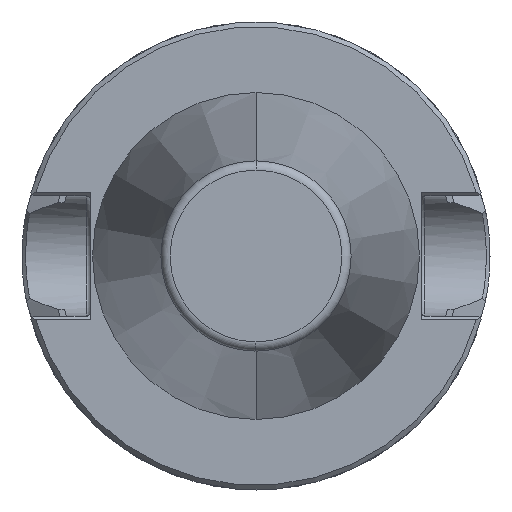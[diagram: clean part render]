
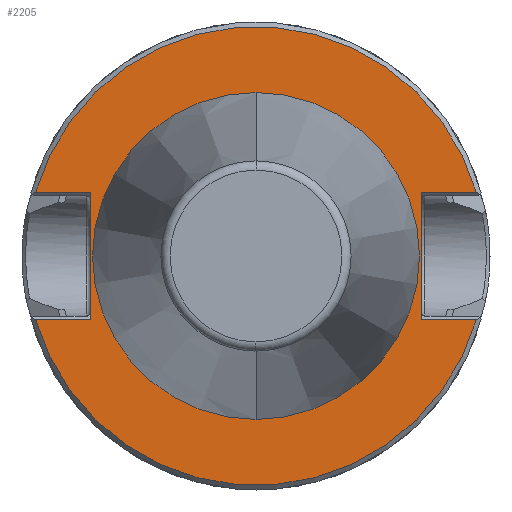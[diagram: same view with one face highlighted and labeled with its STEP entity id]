
A CAD part, front view. The second image highlights one B-rep face of the part: STEP entity #2205.
In plain terms, the highlighted planar face has unit normal (0, -1, 0).
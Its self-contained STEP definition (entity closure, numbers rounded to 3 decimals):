
#528=DIRECTION('',(1.,0.,0.));
#529=VECTOR('',#528,11.761);
#530=CARTESIAN_POINT('',(-47.061,-35.,-13.65));
#531=LINE('',#530,#529);
#581=CARTESIAN_POINT('',(0.,-35.,0.));
#582=DIRECTION('',(0.,-1.,0.));
#583=DIRECTION('',(-0.96,0.,-0.279));
#584=AXIS2_PLACEMENT_3D('',#581,#582,#583);
#645=DIRECTION('',(-1.,0.,0.));
#646=VECTOR('',#645,11.761);
#647=CARTESIAN_POINT('',(47.061,-35.,-13.65));
#648=LINE('',#647,#646);
#649=DIRECTION('',(0.,0.,1.));
#650=VECTOR('',#649,27.3);
#651=CARTESIAN_POINT('',(-35.3,-35.,-13.65));
#652=LINE('',#651,#650);
#653=DIRECTION('',(0.,0.,1.));
#654=VECTOR('',#653,27.3);
#655=CARTESIAN_POINT('',(35.3,-35.,-13.65));
#656=LINE('',#655,#654);
#669=DIRECTION('',(1.,0.,0.));
#670=VECTOR('',#669,11.761);
#671=CARTESIAN_POINT('',(-47.061,-35.,13.65));
#672=LINE('',#671,#670);
#793=DIRECTION('',(-1.,0.,0.));
#794=VECTOR('',#793,11.761);
#795=CARTESIAN_POINT('',(47.061,-35.,13.65));
#796=LINE('',#795,#794);
#820=CARTESIAN_POINT('',(0.,-35.,0.));
#821=DIRECTION('',(0.,-1.,0.));
#822=DIRECTION('',(0.96,0.,0.279));
#823=AXIS2_PLACEMENT_3D('',#820,#821,#822);
#1047=CARTESIAN_POINT('',(0.,-35.,0.));
#1048=DIRECTION('',(0.,-1.,0.));
#1049=DIRECTION('',(0.,0.,-1.));
#1050=AXIS2_PLACEMENT_3D('',#1047,#1048,#1049);
#1052=CARTESIAN_POINT('',(0.,-35.,0.));
#1053=DIRECTION('',(0.,1.,0.));
#1054=DIRECTION('',(0.,0.,-1.));
#1055=AXIS2_PLACEMENT_3D('',#1052,#1053,#1054);
#1138=CARTESIAN_POINT('',(0.,-35.,-34.65));
#1140=VERTEX_POINT('',#1138);
#1144=CARTESIAN_POINT('',(0.,-35.,34.65));
#1146=VERTEX_POINT('',#1144);
#1182=CARTESIAN_POINT('',(-35.3,-35.,-13.65));
#1183=CARTESIAN_POINT('',(-35.3,-35.,13.65));
#1184=VERTEX_POINT('',#1182);
#1185=VERTEX_POINT('',#1183);
#1221=CARTESIAN_POINT('',(35.3,-35.,-13.65));
#1222=CARTESIAN_POINT('',(35.3,-35.,13.65));
#1223=VERTEX_POINT('',#1221);
#1224=VERTEX_POINT('',#1222);
#1229=CARTESIAN_POINT('',(-47.06,-35.,-13.65));
#1230=CARTESIAN_POINT('',(47.06,-35.,-13.65));
#1231=VERTEX_POINT('',#1229);
#1232=VERTEX_POINT('',#1230);
#1239=CARTESIAN_POINT('',(47.06,-35.,13.65));
#1240=CARTESIAN_POINT('',(-47.06,-35.,13.65));
#1241=VERTEX_POINT('',#1239);
#1242=VERTEX_POINT('',#1240);
#2181=CARTESIAN_POINT('',(0.,-35.,0.));
#2182=DIRECTION('',(0.,1.,0.));
#2183=DIRECTION('',(0.,0.,1.));
#2184=AXIS2_PLACEMENT_3D('',#2181,#2182,#2183);
#2185=PLANE('',#2184);
#2186=ORIENTED_EDGE('',*,*,#2176,.F.);
#2187=ORIENTED_EDGE('',*,*,#2101,.F.);
#2188=ORIENTED_EDGE('',*,*,#2049,.T.);
#2189=ORIENTED_EDGE('',*,*,#2019,.T.);
#2191=ORIENTED_EDGE('',*,*,#2190,.F.);
#2193=ORIENTED_EDGE('',*,*,#2192,.F.);
#2195=ORIENTED_EDGE('',*,*,#2194,.T.);
#2196=ORIENTED_EDGE('',*,*,#1892,.F.);
#2197=EDGE_LOOP('',(#2186,#2187,#2188,#2189,#2191,#2193,#2195,#2196));
#2198=FACE_OUTER_BOUND('',#2197,.F.);
#2200=ORIENTED_EDGE('',*,*,#2199,.T.);
#2202=ORIENTED_EDGE('',*,*,#2201,.F.);
#2203=EDGE_LOOP('',(#2200,#2202));
#2204=FACE_BOUND('',#2203,.F.);
#2205=ADVANCED_FACE('',(#2198,#2204),#2185,.F.);
#585=CIRCLE('',#584,49.);
#824=CIRCLE('',#823,49.);
#1051=CIRCLE('',#1050,34.65);
#1056=CIRCLE('',#1055,34.65);
#1892=EDGE_CURVE('',#1223,#1224,#656,.T.);
#2019=EDGE_CURVE('',#1184,#1185,#652,.T.);
#2049=EDGE_CURVE('',#1231,#1184,#531,.T.);
#2101=EDGE_CURVE('',#1231,#1232,#585,.T.);
#2176=EDGE_CURVE('',#1232,#1223,#648,.T.);
#2190=EDGE_CURVE('',#1242,#1185,#672,.T.);
#2192=EDGE_CURVE('',#1241,#1242,#824,.T.);
#2194=EDGE_CURVE('',#1241,#1224,#796,.T.);
#2199=EDGE_CURVE('',#1140,#1146,#1051,.T.);
#2201=EDGE_CURVE('',#1140,#1146,#1056,.T.);
